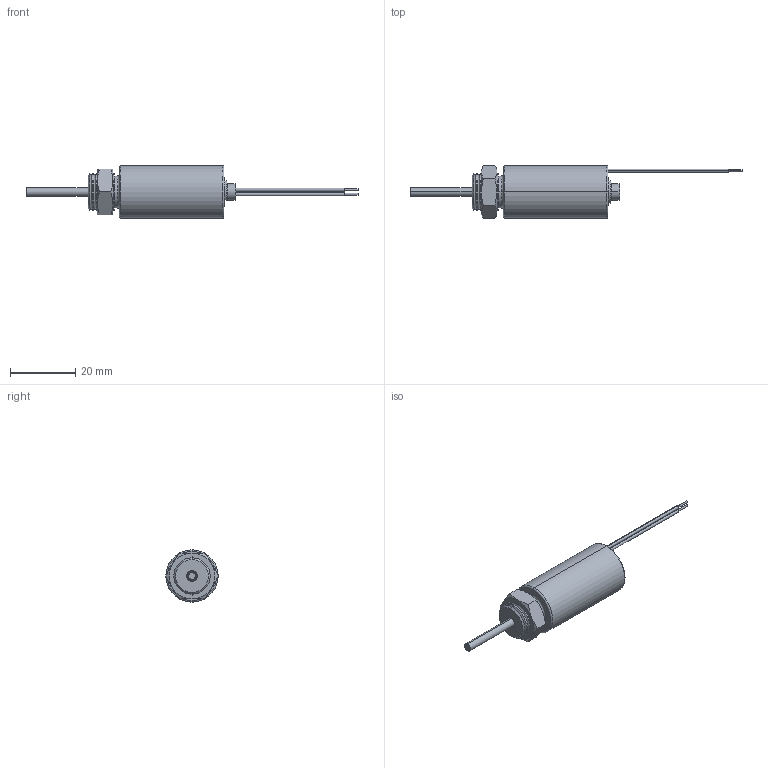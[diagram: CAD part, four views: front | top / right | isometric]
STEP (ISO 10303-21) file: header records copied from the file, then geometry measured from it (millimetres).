
FILE_DESCRIPTION (( 'STEP AP203' ), '1' );
FILE_NAME ('T1632S(+S).STEP', '2019-12-17T03:27:26', ( 'user' ), ( '' ), 'SwSTEP 2.0', 'SolidWorks 2011', '' );
FILE_SCHEMA (( 'CONFIG_CONTROL_DESIGN' ));
Length unit declared in the file: millimetre
Products named in the file (11): T1632S(+S); BD031085全壓縮; BB021305; BD070224; BD020312; DB05234A; BD10125R; DA05028A; T1632線圈; DF053032; BD08411R
Assembly tree (10 placements, depth 2):
  T1632S(+S)
    BB021305
    BD031085全壓縮
    BD10125R
    BD070224
    BD08411R
    BD020312
    T1632線圈
    DB05234A
    DF053032
    DA05028A
Bounding box: 101.54 x 16.17 x 16 mm (x, y, z)
Volume: 6621.9 mm3; surface area: 9762.6 mm2
Topology: 10 solids, 10 shells, 434 faces, 989 edges, 622 vertices
Faces by surface type: plane 203, cylinder 138, cone 77, torus 14, bspline 2
Entity records: 16339 total; most frequent: CARTESIAN_POINT 5058, DIRECTION 2288, ORIENTED_EDGE 1970, EDGE_CURVE 985, AXIS2_PLACEMENT_3D 886, VERTEX_POINT 622, VECTOR 516, LINE 516
